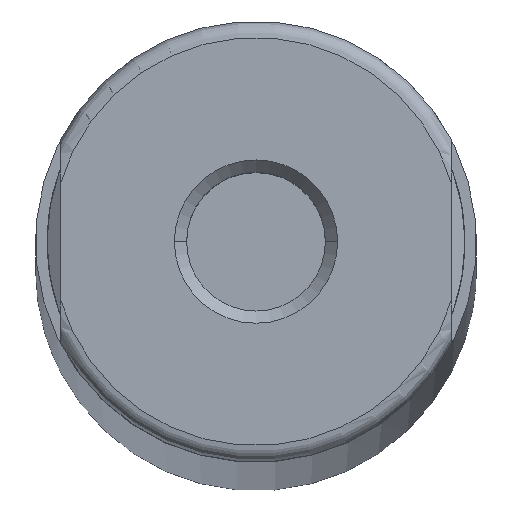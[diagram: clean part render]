
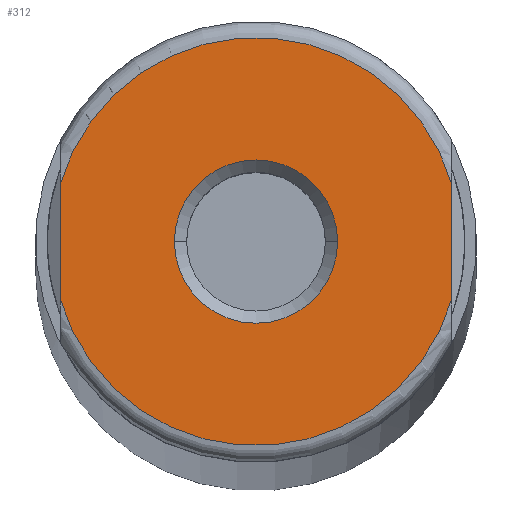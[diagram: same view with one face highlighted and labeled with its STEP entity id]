
A CAD part, top view. The second image highlights one B-rep face of the part: STEP entity #312.
In plain terms, the highlighted planar face has unit normal (0, 0, 1).
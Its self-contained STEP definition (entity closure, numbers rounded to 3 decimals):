
#130 = EDGE_CURVE ( 'NONE', #174, #162, #539, .T. ) ;
#162 = VERTEX_POINT ( 'NONE', #779 ) ;
#174 = VERTEX_POINT ( 'NONE', #680 ) ;
#224 = VERTEX_POINT ( 'NONE', #727 ) ;
#227 = EDGE_CURVE ( 'NONE', #228, #224, #705, .T. ) ;
#228 = VERTEX_POINT ( 'NONE', #706 ) ;
#236 = ORIENTED_EDGE ( 'NONE', *, *, #271, .T. ) ;
#271 = EDGE_CURVE ( 'NONE', #290, #294, #1172, .T. ) ;
#272 = EDGE_CURVE ( 'NONE', #294, #228, #1167, .T. ) ;
#289 = ORIENTED_EDGE ( 'NONE', *, *, #334, .F. ) ;
#290 = VERTEX_POINT ( 'NONE', #1085 ) ;
#291 = ORIENTED_EDGE ( 'NONE', *, *, #292, .F. ) ;
#292 = EDGE_CURVE ( 'NONE', #162, #174, #1084, .T. ) ;
#293 = EDGE_LOOP ( 'NONE', ( #236, #304, #319, #289 ) ) ;
#294 = VERTEX_POINT ( 'NONE', #1079 ) ;
#295 = EDGE_LOOP ( 'NONE', ( #291, #298 ) ) ;
#298 = ORIENTED_EDGE ( 'NONE', *, *, #130, .F. ) ;
#304 = ORIENTED_EDGE ( 'NONE', *, *, #272, .T. ) ;
#312 = ADVANCED_FACE ( 'NONE', ( #1048, #1047 ), #1046, .F. ) ;
#319 = ORIENTED_EDGE ( 'NONE', *, *, #227, .T. ) ;
#334 = EDGE_CURVE ( 'NONE', #290, #224, #1025, .T. ) ;
#538 = AXIS2_PLACEMENT_3D ( 'NONE', #547, #546, #545 ) ;
#539 = CIRCLE ( 'NONE', #538, 5. ) ;
#545 = DIRECTION ( 'NONE',  ( 1., 0., 0. ) ) ;
#546 = DIRECTION ( 'NONE',  ( 0., 0., 1. ) ) ;
#547 = CARTESIAN_POINT ( 'NONE',  ( 0., 0., 0. ) ) ;
#680 = CARTESIAN_POINT ( 'NONE',  ( -5., 0., 0. ) ) ;
#701 = DIRECTION ( 'NONE',  ( 1., 0., 0. ) ) ;
#702 = DIRECTION ( 'NONE',  ( 0., 0., 1. ) ) ;
#703 = CARTESIAN_POINT ( 'NONE',  ( 0., 0., 0. ) ) ;
#704 = AXIS2_PLACEMENT_3D ( 'NONE', #703, #702, #701 ) ;
#705 = CIRCLE ( 'NONE', #704, 12.5 ) ;
#706 = CARTESIAN_POINT ( 'NONE',  ( 12., 3.5, 0. ) ) ;
#727 = CARTESIAN_POINT ( 'NONE',  ( -12., 3.5, 0. ) ) ;
#779 = CARTESIAN_POINT ( 'NONE',  ( 5., 0., 0. ) ) ;
#1005 = DIRECTION ( 'NONE',  ( 0., 1., 0. ) ) ;
#1006 = VECTOR ( 'NONE', #1005, 1000. ) ;
#1007 = CARTESIAN_POINT ( 'NONE',  ( -12., -13.5, 0. ) ) ;
#1025 = LINE ( 'NONE', #1007, #1006 ) ;
#1042 = DIRECTION ( 'NONE',  ( -1., 0., 0. ) ) ;
#1043 = DIRECTION ( 'NONE',  ( 0., 0., -1. ) ) ;
#1044 = CARTESIAN_POINT ( 'NONE',  ( 0., 0., 0. ) ) ;
#1045 = AXIS2_PLACEMENT_3D ( 'NONE', #1044, #1043, #1042 ) ;
#1046 = PLANE ( 'NONE',  #1045 ) ;
#1047 = FACE_OUTER_BOUND ( 'NONE', #293, .T. ) ;
#1048 = FACE_BOUND ( 'NONE', #295, .T. ) ;
#1079 = CARTESIAN_POINT ( 'NONE',  ( 12., -3.5, 0. ) ) ;
#1080 = DIRECTION ( 'NONE',  ( 1., 0., 0. ) ) ;
#1081 = DIRECTION ( 'NONE',  ( 0., 0., 1. ) ) ;
#1082 = CARTESIAN_POINT ( 'NONE',  ( 0., 0., 0. ) ) ;
#1083 = AXIS2_PLACEMENT_3D ( 'NONE', #1082, #1081, #1080 ) ;
#1084 = CIRCLE ( 'NONE', #1083, 5. ) ;
#1085 = CARTESIAN_POINT ( 'NONE',  ( -12., -3.5, 0. ) ) ;
#1164 = DIRECTION ( 'NONE',  ( 0., 1., 0. ) ) ;
#1165 = VECTOR ( 'NONE', #1164, 1000. ) ;
#1166 = CARTESIAN_POINT ( 'NONE',  ( 12., -13.5, 0. ) ) ;
#1167 = LINE ( 'NONE', #1166, #1165 ) ;
#1168 = DIRECTION ( 'NONE',  ( 1., 0., 0. ) ) ;
#1169 = DIRECTION ( 'NONE',  ( 0., 0., 1. ) ) ;
#1170 = CARTESIAN_POINT ( 'NONE',  ( 0., 0., 0. ) ) ;
#1171 = AXIS2_PLACEMENT_3D ( 'NONE', #1170, #1169, #1168 ) ;
#1172 = CIRCLE ( 'NONE', #1171, 12.5 ) ;
